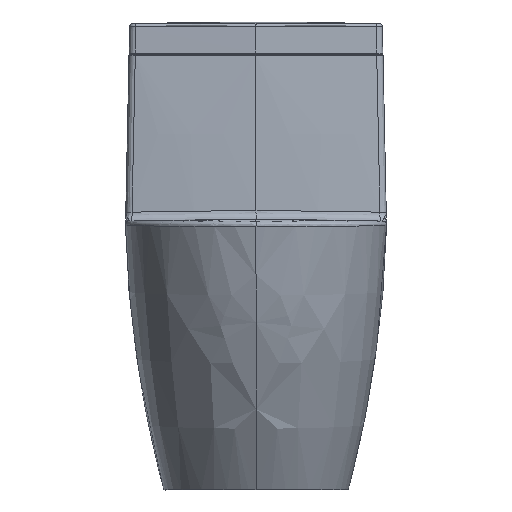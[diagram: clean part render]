
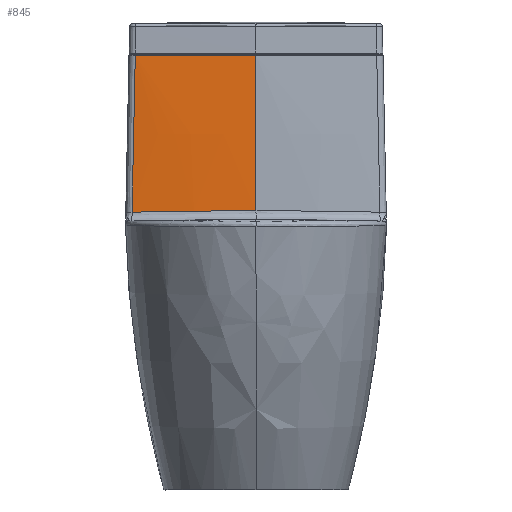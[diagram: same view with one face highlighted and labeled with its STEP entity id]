
A CAD part, front view. The second image highlights one B-rep face of the part: STEP entity #845.
In plain terms, the highlighted free-form (B-spline) face has degree [3, 2] with [13, 3] control points.
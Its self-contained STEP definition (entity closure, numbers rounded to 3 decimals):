
#111=(
BOUNDED_CURVE()
B_SPLINE_CURVE(3,(#25325,#25326,#25327,#25328),.UNSPECIFIED.,.F.,.F.)
B_SPLINE_CURVE_WITH_KNOTS((4,4),(0.,1.),.UNSPECIFIED.)
CURVE()
GEOMETRIC_REPRESENTATION_ITEM()
RATIONAL_B_SPLINE_CURVE((1.,1.,1.,
1.))
REPRESENTATION_ITEM('')
);
#112=(
BOUNDED_CURVE()
B_SPLINE_CURVE(3,(#25330,#25331,#25332,#25333),.UNSPECIFIED.,.F.,.F.)
B_SPLINE_CURVE_WITH_KNOTS((4,4),(0.,1.),.UNSPECIFIED.)
CURVE()
GEOMETRIC_REPRESENTATION_ITEM()
RATIONAL_B_SPLINE_CURVE((1.,1.,1.,1.))
REPRESENTATION_ITEM('')
);
#271=B_SPLINE_SURFACE_WITH_KNOTS('',3,2,((#25334,#25335,#25336),(#25337,
#25338,#25339),(#25340,#25341,#25342),(#25343,#25344,#25345),(#25346,#25347,
#25348),(#25349,#25350,#25351),(#25352,#25353,#25354),(#25355,#25356,#25357),
(#25358,#25359,#25360),(#25361,#25362,#25363),(#25364,#25365,#25366),(#25367,
#25368,#25369),(#25370,#25371,#25372)),.UNSPECIFIED.,.F.,.F.,.F.,(4,1,1,
1,1,1,1,1,1,1,4),(3,3),(0.,0.25,0.5,0.625,0.75,0.875,0.938,0.969,0.984,
0.992,1.),(0.,1.),.UNSPECIFIED.);
#845=ADVANCED_FACE('',(#1314),#271,.T.);
#1314=FACE_OUTER_BOUND('',#1747,.T.);
#1747=EDGE_LOOP('',(#2864,#2865,#2866,#2867));
#2864=ORIENTED_EDGE('',*,*,#5498,.T.);
#2865=ORIENTED_EDGE('',*,*,#5479,.T.);
#2866=ORIENTED_EDGE('',*,*,#5499,.F.);
#2867=ORIENTED_EDGE('',*,*,#5500,.F.);
#4671=VERTEX_POINT('',#24877);
#4672=VERTEX_POINT('',#24879);
#4684=VERTEX_POINT('',#25324);
#4685=VERTEX_POINT('',#25329);
#5479=EDGE_CURVE('',#4671,#4672,#6516,.T.);
#5498=EDGE_CURVE('',#4684,#4671,#6530,.T.);
#5499=EDGE_CURVE('',#4685,#4672,#111,.T.);
#5500=EDGE_CURVE('',#4684,#4685,#112,.T.);
#6516=B_SPLINE_CURVE_WITH_KNOTS('',3,(#24880,#24881,#24882,#24883,#24884,
#24885,#24886,#24887,#24888),.UNSPECIFIED.,.F.,.F.,(4,1,1,1,1,1,4),(0.,
0.27,0.541,0.676,0.811,
0.946,1.),.UNSPECIFIED.);
#6530=B_SPLINE_CURVE_WITH_KNOTS('',2,(#25321,#25322,#25323),
 .UNSPECIFIED.,.F.,.F.,(3,3),(0.,1.),.UNSPECIFIED.);
#24877=CARTESIAN_POINT('',(0.,-152.852,231.997));
#24879=CARTESIAN_POINT('',(-172.824,-144.173,231.997));
#24880=CARTESIAN_POINT('',(0.,-152.852,231.997));
#24881=CARTESIAN_POINT('',(-15.602,-152.852,231.997));
#24882=CARTESIAN_POINT('',(-46.806,-152.431,231.997));
#24883=CARTESIAN_POINT('',(-85.783,-150.848,231.997));
#24884=CARTESIAN_POINT('',(-116.929,-148.944,231.997));
#24885=CARTESIAN_POINT('',(-140.268,-147.197,231.997));
#24886=CARTESIAN_POINT('',(-158.895,-145.551,231.997));
#24887=CARTESIAN_POINT('',(-169.742,-144.483,231.997));
#24888=CARTESIAN_POINT('',(-172.824,-144.173,231.997));
#25321=CARTESIAN_POINT('',(0.,-157.829,-11.364));
#25322=CARTESIAN_POINT('',(0.,-155.697,110.812));
#25323=CARTESIAN_POINT('',(0.,-152.829,232.973));
#25324=CARTESIAN_POINT('',(0.,-157.461,9.441));
#25325=CARTESIAN_POINT('',(-177.475,-148.368,7.442));
#25326=CARTESIAN_POINT('',(-175.927,-147.179,82.297));
#25327=CARTESIAN_POINT('',(-174.375,-145.781,157.149));
#25328=CARTESIAN_POINT('',(-172.824,-144.173,231.996));
#25329=CARTESIAN_POINT('',(-177.475,-148.368,7.447));
#25330=CARTESIAN_POINT('',(0.,-157.461,9.441));
#25331=CARTESIAN_POINT('',(-59.269,-157.461,9.441));
#25332=CARTESIAN_POINT('',(-118.538,-154.439,8.771));
#25333=CARTESIAN_POINT('',(-177.474,-148.368,7.452));
#25334=CARTESIAN_POINT('',(0.,-152.829,232.973));
#25335=CARTESIAN_POINT('',(0.,-155.697,110.812));
#25336=CARTESIAN_POINT('',(0.,-157.829,-11.364));
#25337=CARTESIAN_POINT('',(-15.602,-152.829,232.973));
#25338=CARTESIAN_POINT('',(-15.607,-155.697,110.812));
#25339=CARTESIAN_POINT('',(-15.605,-157.829,-11.364));
#25340=CARTESIAN_POINT('',(-46.806,-152.408,232.973));
#25341=CARTESIAN_POINT('',(-46.82,-155.276,110.812));
#25342=CARTESIAN_POINT('',(-46.815,-157.409,-11.364));
#25343=CARTESIAN_POINT('',(-85.783,-150.825,232.973));
#25344=CARTESIAN_POINT('',(-85.809,-153.694,110.812));
#25345=CARTESIAN_POINT('',(-85.798,-155.829,-11.364));
#25346=CARTESIAN_POINT('',(-116.929,-148.921,232.973));
#25347=CARTESIAN_POINT('',(-116.965,-151.793,110.812));
#25348=CARTESIAN_POINT('',(-116.951,-153.932,-11.364));
#25349=CARTESIAN_POINT('',(-140.267,-147.174,232.973));
#25350=CARTESIAN_POINT('',(-140.31,-150.05,110.812));
#25351=CARTESIAN_POINT('',(-140.294,-152.191,-11.364));
#25352=CARTESIAN_POINT('',(-159.695,-145.458,232.973));
#25353=CARTESIAN_POINT('',(-159.743,-148.332,110.812));
#25354=CARTESIAN_POINT('',(-159.724,-150.475,-11.364));
#25355=CARTESIAN_POINT('',(-173.28,-144.109,232.973));
#25356=CARTESIAN_POINT('',(-173.333,-146.99,110.812));
#25357=CARTESIAN_POINT('',(-173.313,-149.135,-11.364));
#25358=CARTESIAN_POINT('',(-180.07,-143.412,232.973));
#25359=CARTESIAN_POINT('',(-180.125,-146.284,110.811));
#25360=CARTESIAN_POINT('',(-180.103,-148.43,-11.364));
#25361=CARTESIAN_POINT('',(-183.463,-143.036,232.973));
#25362=CARTESIAN_POINT('',(-183.52,-145.922,110.812));
#25363=CARTESIAN_POINT('',(-183.498,-148.069,-11.364));
#25364=CARTESIAN_POINT('',(-185.403,-142.85,232.973));
#25365=CARTESIAN_POINT('',(-185.459,-145.713,110.811));
#25366=CARTESIAN_POINT('',(-185.437,-147.86,-11.364));
#25367=CARTESIAN_POINT('',(-186.371,-142.702,232.973));
#25368=CARTESIAN_POINT('',(-186.43,-145.607,110.812));
#25369=CARTESIAN_POINT('',(-186.407,-147.755,-11.364));
#25370=CARTESIAN_POINT('',(-186.858,-142.702,232.973));
#25371=CARTESIAN_POINT('',(-186.913,-145.554,110.811));
#25372=CARTESIAN_POINT('',(-186.891,-147.702,-11.364));
